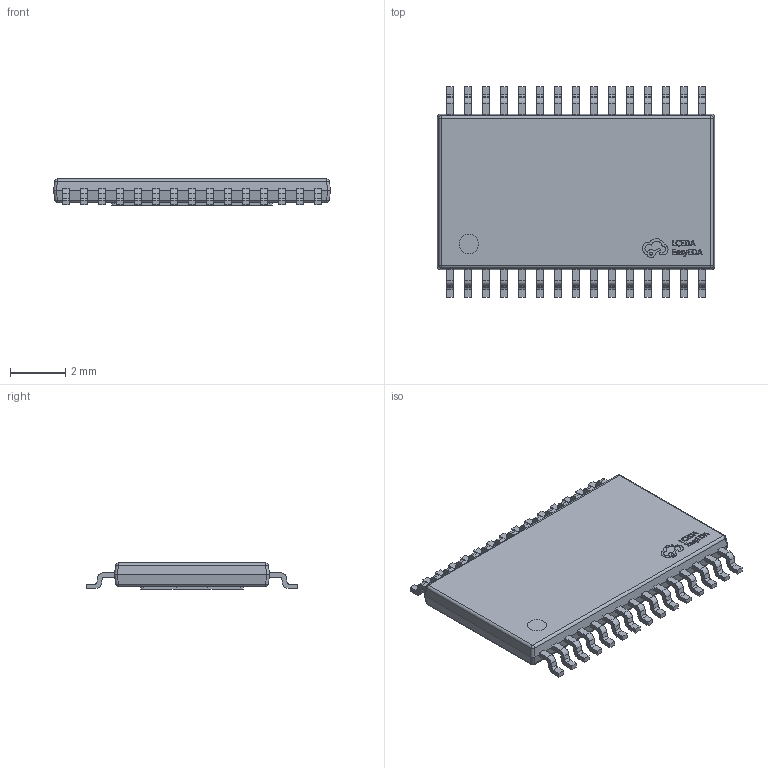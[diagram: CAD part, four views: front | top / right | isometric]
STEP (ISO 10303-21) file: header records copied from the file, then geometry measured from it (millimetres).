
FILE_DESCRIPTION (( 'STEP AP214' ), '1' );
FILE_NAME ('HTSSOP-30_L10.0-W5.6-P0.65-LS7.8-BL-EP.STEP', '2024-05-19T03:50:41', ( '' ), ( '' ), 'SwSTEP 2.0', 'SolidWorks 2020', '' );
FILE_SCHEMA (( 'AUTOMOTIVE_DESIGN' ));
Length unit declared in the file: millimetre
Products named in the file (1): HTSSOP-30_L10.0-W5.6-P0.65-LS7.8-BL-EP
Bounding box: 10 x 7.6 x 0.96 mm (x, y, z)
Volume: 50.4 mm3; surface area: 166.1 mm2
Topology: 1 solids, 1 shells, 668 faces, 1903 edges, 1258 vertices
Faces by surface type: plane 420, cylinder 142, bspline 98, sphere 8
Entity records: 29501 total; most frequent: CARTESIAN_POINT 5148, ORIENTED_EDGE 3806, DIRECTION 3117, EDGE_CURVE 1903, VECTOR 1423, LINE 1423, VERTEX_POINT 1258, AXIS2_PLACEMENT_3D 847
